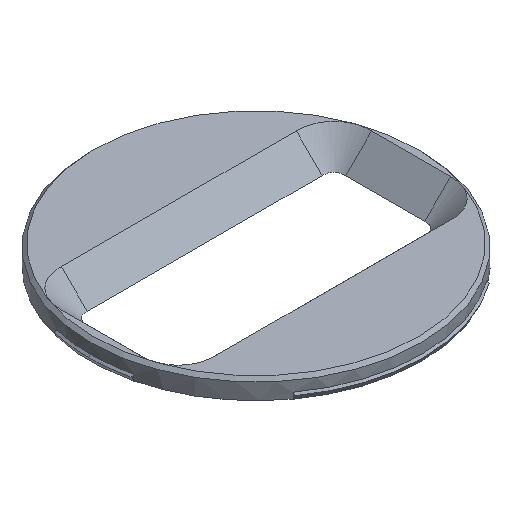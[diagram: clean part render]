
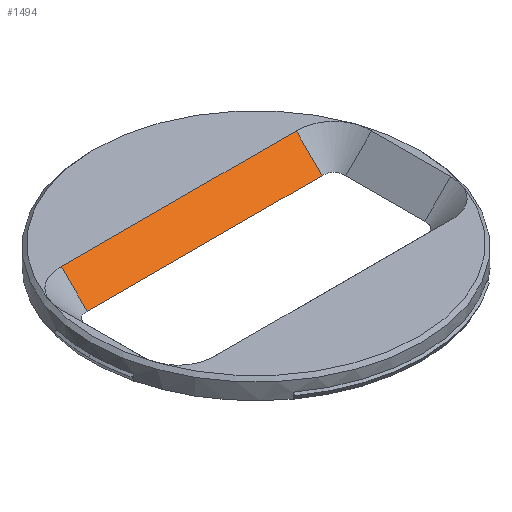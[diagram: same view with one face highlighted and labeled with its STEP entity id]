
A CAD part, isometric view. The second image highlights one B-rep face of the part: STEP entity #1494.
In plain terms, the highlighted planar face has unit normal (0, -0.707, 0.707).
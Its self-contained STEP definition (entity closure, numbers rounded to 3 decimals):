
#933=CARTESIAN_POINT('',(18.172,7.938,25.7));
#934=VERTEX_POINT('',#933);
#960=CARTESIAN_POINT('',(-18.171,7.938,25.7));
#961=VERTEX_POINT('',#960);
#962=CARTESIAN_POINT('',(18.172,7.938,25.7));
#963=DIRECTION('',(-1.,0.,0.));
#964=VECTOR('',#963,36.343);
#965=LINE('',#962,#964);
#966=EDGE_CURVE('',#934,#961,#965,.T.);
#1089=CARTESIAN_POINT('',(-18.171,11.938,29.7));
#1090=VERTEX_POINT('',#1089);
#1128=CARTESIAN_POINT('',(18.172,11.938,29.7));
#1129=VERTEX_POINT('',#1128);
#1130=CARTESIAN_POINT('',(-18.171,11.938,29.7));
#1131=DIRECTION('',(1.,0.,-0.));
#1132=VECTOR('',#1131,36.343);
#1133=LINE('',#1130,#1132);
#1134=EDGE_CURVE('',#1090,#1129,#1133,.T.);
#1473=CARTESIAN_POINT('',(0.,8.938,26.7));
#1474=DIRECTION('',(0.,-0.707,0.707));
#1475=DIRECTION('',(1.,0.,0.));
#1476=AXIS2_PLACEMENT_3D('',#1473,#1474,#1475);
#1477=PLANE('',#1476);
#1478=CARTESIAN_POINT('',(18.172,7.938,25.7));
#1479=DIRECTION('',(0.,0.707,0.707));
#1480=VECTOR('',#1479,5.657);
#1481=LINE('',#1478,#1480);
#1482=EDGE_CURVE('',#934,#1129,#1481,.T.);
#1483=ORIENTED_EDGE('',*,*,#1482,.T.);
#1484=ORIENTED_EDGE('',*,*,#1134,.F.);
#1485=CARTESIAN_POINT('',(-18.171,7.938,25.7));
#1486=DIRECTION('',(0.,0.707,0.707));
#1487=VECTOR('',#1486,5.657);
#1488=LINE('',#1485,#1487);
#1489=EDGE_CURVE('',#961,#1090,#1488,.T.);
#1490=ORIENTED_EDGE('',*,*,#1489,.F.);
#1491=ORIENTED_EDGE('',*,*,#966,.F.);
#1492=EDGE_LOOP('',(#1483,#1484,#1490,#1491));
#1493=FACE_BOUND('',#1492,.T.);
#1494=ADVANCED_FACE('',(#1493),#1477,.T.);
